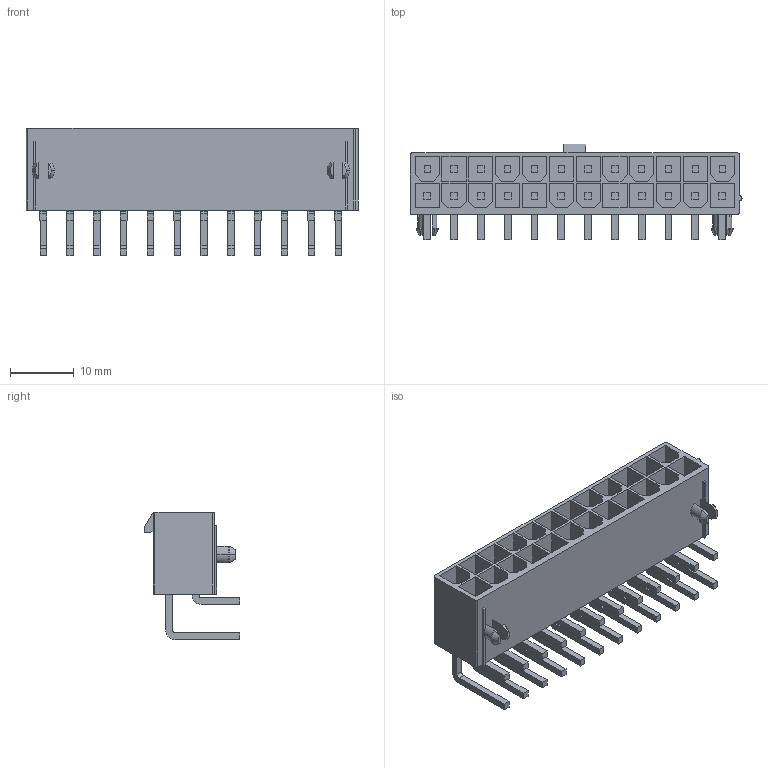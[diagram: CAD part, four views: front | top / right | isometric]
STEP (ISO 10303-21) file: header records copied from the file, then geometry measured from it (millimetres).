
FILE_DESCRIPTION(('STEP AP214'),'1');
FILE_NAME('39-30-1240.stp','2017-04-30T19:25:46',('TraceParts'),('TraceParts S.A.'),'Spatial InterOp 3D',' ',' ');
FILE_SCHEMA(('automotive_design'));
Length unit declared in the file: millimetre
Products named in the file (2): 39-30-1240_1; 1
Bounding box: 52 x 15 x 19.93 mm (x, y, z)
Volume: 3723.9 mm3; surface area: 7409.5 mm2
Topology: 1 solids, 1 shells, 562 faces, 1486 edges, 1054 vertices
Faces by surface type: plane 484, cylinder 70, cone 8
Entity records: 17191 total; most frequent: CARTESIAN_POINT 3020, ORIENTED_EDGE 2864, DIRECTION 2810, EDGE_CURVE 1432, LINE 1274, VECTOR 1274, VERTEX_POINT 946, AXIS2_PLACEMENT_3D 768
